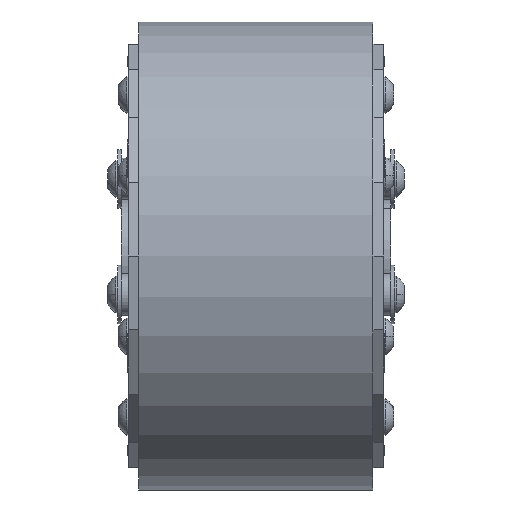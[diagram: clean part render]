
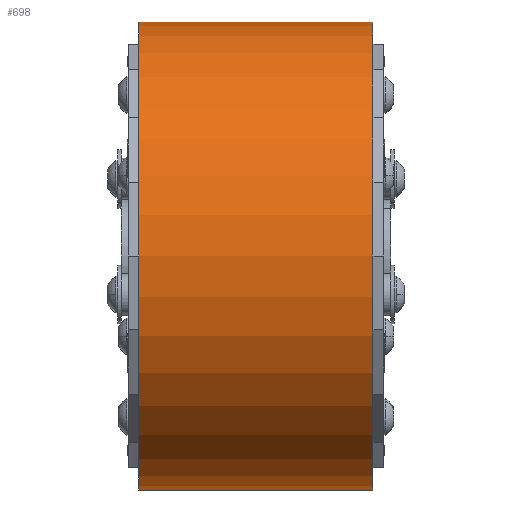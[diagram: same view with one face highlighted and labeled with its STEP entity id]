
A CAD part, left-side view. The second image highlights one B-rep face of the part: STEP entity #698.
In plain terms, the highlighted cylindrical face has radius 50.8 mm (diameter 101.6 mm), a partial arc.
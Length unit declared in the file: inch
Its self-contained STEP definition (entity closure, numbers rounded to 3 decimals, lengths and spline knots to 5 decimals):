
#387 = VERTEX_POINT ( 'NONE', #5665 ) ;
#388 = VERTEX_POINT ( 'NONE', #5664 ) ;
#563 = EDGE_CURVE ( 'NONE', #387, #636, #5795, .T. ) ;
#572 = EDGE_CURVE ( 'NONE', #697, #636, #5784, .T. ) ;
#635 = ORIENTED_EDGE ( 'NONE', *, *, #563, .F. ) ;
#636 = VERTEX_POINT ( 'NONE', #6088 ) ;
#697 = VERTEX_POINT ( 'NONE', #6176 ) ;
#698 = ADVANCED_FACE ( 'NONE', ( #6175 ), #6174, .T. ) ;
#768 = EDGE_LOOP ( 'NONE', ( #635, #771, #772, #773 ) ) ;
#771 = ORIENTED_EDGE ( 'NONE', *, *, #911, .F. ) ;
#772 = ORIENTED_EDGE ( 'NONE', *, *, #924, .T. ) ;
#773 = ORIENTED_EDGE ( 'NONE', *, *, #572, .T. ) ;
#911 = EDGE_CURVE ( 'NONE', #388, #387, #6626, .T. ) ;
#924 = EDGE_CURVE ( 'NONE', #388, #697, #6725, .T. ) ;
#5664 = CARTESIAN_POINT ( 'NONE',  ( 0., 1., -2. ) ) ;
#5665 = CARTESIAN_POINT ( 'NONE',  ( 0., 1., 2. ) ) ;
#5781 = DIRECTION ( 'NONE',  ( 0., 0., 1. ) ) ;
#5782 = DIRECTION ( 'NONE',  ( 0., 1., 0. ) ) ;
#5783 = AXIS2_PLACEMENT_3D ( 'NONE', #5790, #5782, #5781 ) ;
#5784 = CIRCLE ( 'NONE', #5783, 2. ) ;
#5790 = CARTESIAN_POINT ( 'NONE',  ( 0., -1., 0. ) ) ;
#5792 = DIRECTION ( 'NONE',  ( 0., -1., 0. ) ) ;
#5793 = VECTOR ( 'NONE', #5792, 39.37008 ) ;
#5794 = CARTESIAN_POINT ( 'NONE',  ( 0., 1., 2. ) ) ;
#5795 = LINE ( 'NONE', #5794, #5793 ) ;
#6088 = CARTESIAN_POINT ( 'NONE',  ( 0., -1., 2. ) ) ;
#6170 = DIRECTION ( 'NONE',  ( 0., 0., -1. ) ) ;
#6171 = DIRECTION ( 'NONE',  ( 0., -1., 0. ) ) ;
#6172 = CARTESIAN_POINT ( 'NONE',  ( 0., 1., 0. ) ) ;
#6173 = AXIS2_PLACEMENT_3D ( 'NONE', #6172, #6171, #6170 ) ;
#6174 = CYLINDRICAL_SURFACE ( 'NONE', #6173, 2. ) ;
#6175 = FACE_OUTER_BOUND ( 'NONE', #768, .T. ) ;
#6176 = CARTESIAN_POINT ( 'NONE',  ( 0., -1., -2. ) ) ;
#6623 = DIRECTION ( 'NONE',  ( 0., 0., 1. ) ) ;
#6624 = DIRECTION ( 'NONE',  ( 0., 1., 0. ) ) ;
#6625 = AXIS2_PLACEMENT_3D ( 'NONE', #6632, #6624, #6623 ) ;
#6626 = CIRCLE ( 'NONE', #6625, 2. ) ;
#6632 = CARTESIAN_POINT ( 'NONE',  ( 0., 1., 0. ) ) ;
#6722 = DIRECTION ( 'NONE',  ( 0., -1., 0. ) ) ;
#6723 = VECTOR ( 'NONE', #6722, 39.37008 ) ;
#6724 = CARTESIAN_POINT ( 'NONE',  ( 0., 1., -2. ) ) ;
#6725 = LINE ( 'NONE', #6724, #6723 ) ;
